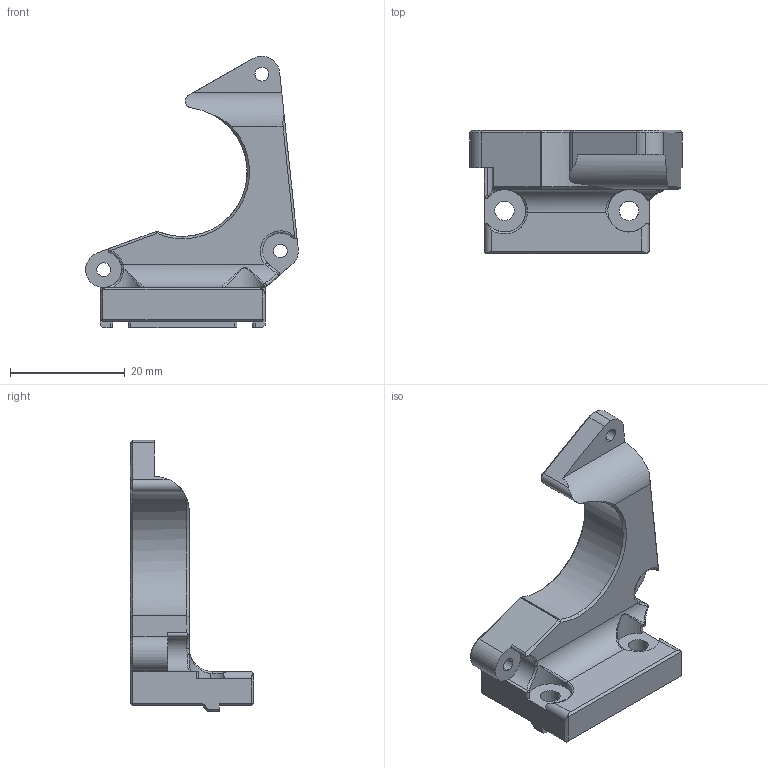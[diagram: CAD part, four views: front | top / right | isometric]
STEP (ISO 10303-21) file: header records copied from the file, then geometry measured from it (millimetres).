
FILE_DESCRIPTION (( 'STEP AP214' ), '1' );
FILE_NAME ('longboi_alt_z_motor_mount_nema17.STEP', '2021-10-15T00:43:05', ( '' ), ( '' ), 'SwSTEP 2.0', 'SolidWorks 2021', '' );
FILE_SCHEMA (( 'AUTOMOTIVE_DESIGN' ));
Length unit declared in the file: millimetre
Products named in the file (1): longboi_alt_z_motor_mount_nema17
Bounding box: 37.08 x 21.5 x 47.32 mm (x, y, z)
Volume: 9177.4 mm3; surface area: 4068.1 mm2
Topology: 1 solids, 1 shells, 138 faces, 366 edges, 224 vertices
Faces by surface type: plane 56, cylinder 42, cone 16, bspline 13, torus 10, sphere 1
Entity records: 4860 total; most frequent: CARTESIAN_POINT 1569, ORIENTED_EDGE 720, DIRECTION 649, EDGE_CURVE 360, AXIS2_PLACEMENT_3D 236, VERTEX_POINT 222, LINE 177, VECTOR 177
